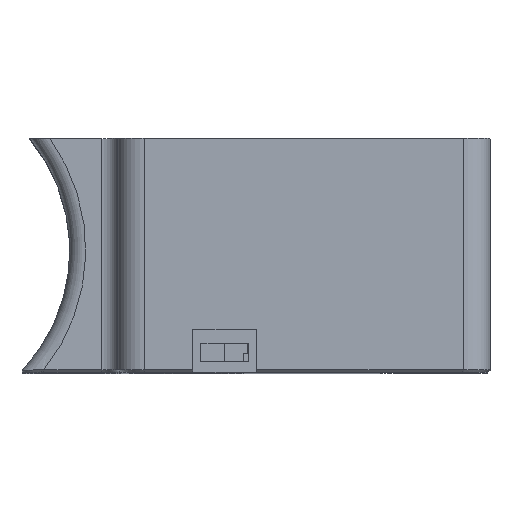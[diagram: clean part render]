
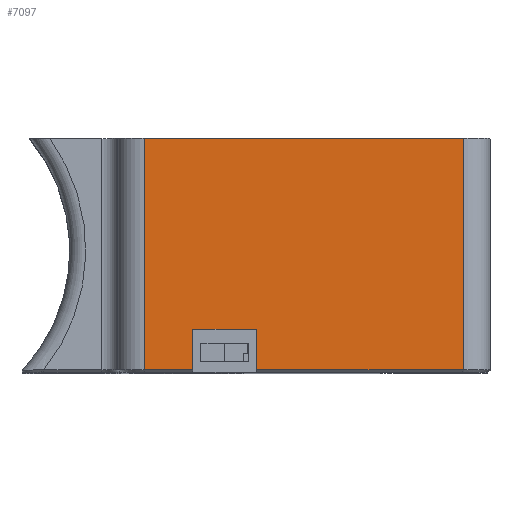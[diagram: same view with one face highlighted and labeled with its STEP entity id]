
A CAD part, top view. The second image highlights one B-rep face of the part: STEP entity #7097.
In plain terms, the highlighted planar face has unit normal (0, 0, 1).
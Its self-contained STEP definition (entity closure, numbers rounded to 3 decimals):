
#565=FACE_OUTER_BOUND('',#994,.T.);
#994=EDGE_LOOP('',(#5546,#5547,#5548,#5549,#5550,#5551,#5552,#5553));
#1348=LINE('',#10076,#2164);
#1460=LINE('',#10311,#2276);
#1461=LINE('',#10314,#2277);
#1600=LINE('',#10799,#2416);
#1763=LINE('',#11227,#2579);
#1764=LINE('',#11229,#2580);
#1765=LINE('',#11231,#2581);
#1766=LINE('',#11232,#2582);
#2164=VECTOR('',#8081,10.);
#2276=VECTOR('',#8259,10.);
#2277=VECTOR('',#8262,10.);
#2416=VECTOR('',#8491,10.);
#2579=VECTOR('',#8852,10.);
#2580=VECTOR('',#8855,10.);
#2581=VECTOR('',#8856,10.);
#2582=VECTOR('',#8857,10.);
#2962=VERTEX_POINT('',#10073);
#2963=VERTEX_POINT('',#10075);
#3053=VERTEX_POINT('',#10309);
#3054=VERTEX_POINT('',#10313);
#3194=VERTEX_POINT('',#10713);
#3218=VERTEX_POINT('',#10797);
#3297=VERTEX_POINT('',#11062);
#3339=VERTEX_POINT('',#11230);
#3658=EDGE_CURVE('',#2963,#2962,#1348,.T.);
#3778=EDGE_CURVE('',#2962,#3053,#1460,.T.);
#3779=EDGE_CURVE('',#3054,#2963,#1461,.T.);
#3959=EDGE_CURVE('',#3218,#3194,#1600,.T.);
#4151=EDGE_CURVE('',#3194,#3297,#1763,.T.);
#4152=EDGE_CURVE('',#3297,#3053,#1764,.T.);
#4153=EDGE_CURVE('',#3339,#3218,#1765,.T.);
#4154=EDGE_CURVE('',#3054,#3339,#1766,.T.);
#5546=ORIENTED_EDGE('',*,*,#4152,.F.);
#5547=ORIENTED_EDGE('',*,*,#4151,.F.);
#5548=ORIENTED_EDGE('',*,*,#3959,.F.);
#5549=ORIENTED_EDGE('',*,*,#4153,.F.);
#5550=ORIENTED_EDGE('',*,*,#4154,.F.);
#5551=ORIENTED_EDGE('',*,*,#3779,.T.);
#5552=ORIENTED_EDGE('',*,*,#3658,.T.);
#5553=ORIENTED_EDGE('',*,*,#3778,.T.);
#6810=PLANE('',#7565);
#7097=ADVANCED_FACE('',(#565),#6810,.T.);
#7565=AXIS2_PLACEMENT_3D('',#11228,#8853,#8854);
#8081=DIRECTION('',(1.,0.,0.));
#8259=DIRECTION('',(0.,-1.,0.));
#8262=DIRECTION('',(0.,1.,0.));
#8491=DIRECTION('',(1.,0.,0.));
#8852=DIRECTION('',(0.,-1.,0.));
#8853=DIRECTION('center_axis',(0.,0.,1.));
#8854=DIRECTION('ref_axis',(-1.,0.,0.));
#8855=DIRECTION('',(-1.,0.,0.));
#8856=DIRECTION('',(0.,1.,0.));
#8857=DIRECTION('',(-1.,0.,0.));
#10073=CARTESIAN_POINT('',(26.104,6.147,127.5));
#10075=CARTESIAN_POINT('',(14.104,6.147,127.5));
#10076=CARTESIAN_POINT('',(28.302,6.147,127.5));
#10309=CARTESIAN_POINT('',(26.104,-1.5,127.5));
#10311=CARTESIAN_POINT('',(26.104,3.073,127.5));
#10313=CARTESIAN_POINT('',(14.104,-1.5,127.5));
#10314=CARTESIAN_POINT('',(14.104,-1.027,127.5));
#10713=CARTESIAN_POINT('',(65.,42.,127.5));
#10797=CARTESIAN_POINT('',(5.,42.,127.5));
#10799=CARTESIAN_POINT('',(42.5,42.,127.5));
#11062=CARTESIAN_POINT('',(65.,-1.5,127.5));
#11227=CARTESIAN_POINT('',(65.,0.,127.5));
#11228=CARTESIAN_POINT('Origin',(42.5,0.,127.5));
#11229=CARTESIAN_POINT('',(38.75,-1.5,127.5));
#11230=CARTESIAN_POINT('',(5.,-1.5,127.5));
#11231=CARTESIAN_POINT('',(5.,0.,127.5));
#11232=CARTESIAN_POINT('',(38.75,-1.5,127.5));
